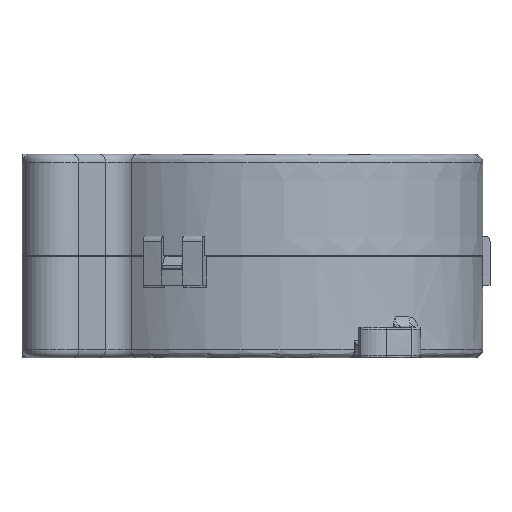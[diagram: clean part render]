
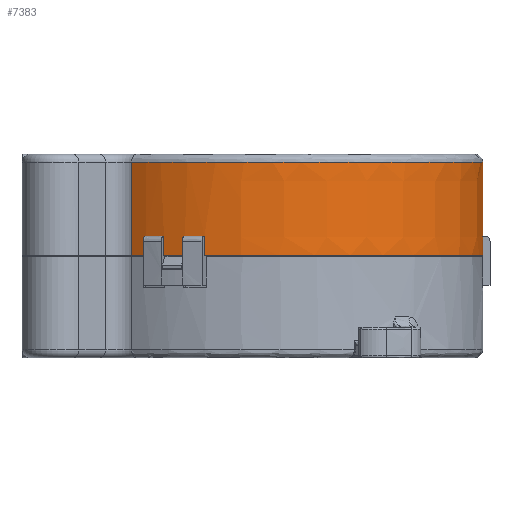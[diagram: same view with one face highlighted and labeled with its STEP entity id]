
A CAD part, front view. The second image highlights one B-rep face of the part: STEP entity #7383.
In plain terms, the highlighted face is a extrusion surface.
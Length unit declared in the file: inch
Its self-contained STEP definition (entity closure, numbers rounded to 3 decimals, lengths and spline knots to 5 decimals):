
#904=CARTESIAN_POINT('',(-10.69247,-15.70382,-9.9));
#905=CARTESIAN_POINT('',(-10.25018,-16.00831,-9.9));
#906=CARTESIAN_POINT('',(-9.79512,-16.29636,-9.9));
#907=CARTESIAN_POINT('',(-9.329,-16.56742,-9.9));
#1012=CARTESIAN_POINT('',(-9.329,-16.56742,-8.));
#1013=CARTESIAN_POINT('',(-8.74873,-16.90486,-8.));
#1014=CARTESIAN_POINT('',(-8.15129,-17.21595,-8.));
#1015=CARTESIAN_POINT('',(-7.53994,-17.49964,-8.));
#1021=DIRECTION('',(0.,0.,-1.));
#1022=VECTOR('',#1021,1.9);
#1023=CARTESIAN_POINT('',(-9.329,-16.56742,-8.));
#1024=LINE('',#1023,#1022);
#1025=DIRECTION('',(0.,0.,1.));
#1026=VECTOR('',#1025,9.1);
#1027=CARTESIAN_POINT('',(-10.69247,-15.70382,-9.9));
#1028=LINE('',#1027,#1026);
#1029=DIRECTION('',(0.,0.,-1.));
#1030=VECTOR('',#1029,7.2);
#1031=CARTESIAN_POINT('',(23.6,0.,-0.8));
#1032=LINE('',#1031,#1030);
#1033=DIRECTION('',(0.,0.,-1.));
#1034=VECTOR('',#1033,1.9);
#1035=CARTESIAN_POINT('',(23.58931,-0.6,-8.));
#1036=LINE('',#1035,#1034);
#1037=DIRECTION('',(0.,0.,1.));
#1038=VECTOR('',#1037,1.9);
#1039=CARTESIAN_POINT('',(-3.58104,-18.90263,-9.9));
#1040=LINE('',#1039,#1038);
#1041=DIRECTION('',(0.,0.,-1.));
#1042=VECTOR('',#1041,1.9);
#1043=CARTESIAN_POINT('',(-5.49978,-18.32671,-8.));
#1044=LINE('',#1043,#1042);
#1045=DIRECTION('',(0.,0.,1.));
#1046=VECTOR('',#1045,1.9);
#1047=CARTESIAN_POINT('',(-7.53994,-17.49964,-9.9));
#1048=LINE('',#1047,#1046);
#1672=CARTESIAN_POINT('',(-3.58104,-18.90263,-9.9));
#1673=CARTESIAN_POINT('',(-2.40419,-19.19948,-9.9));
#1674=CARTESIAN_POINT('',(4.13794,-20.29638,-9.9));
#1675=CARTESIAN_POINT('',(16.60323,-16.68694,-9.9));
#1676=CARTESIAN_POINT('',(23.37251,-6.67324,-9.9));
#1677=CARTESIAN_POINT('',(23.58931,-0.6,-9.9));
#1835=CARTESIAN_POINT('',(-7.53994,-17.49964,-9.9));
#1836=CARTESIAN_POINT('',(-6.87495,-17.80822,-9.9));
#1837=CARTESIAN_POINT('',(-6.19351,-18.08437,-9.9));
#1838=CARTESIAN_POINT('',(-5.49978,-18.32671,-9.9));
#1849=CARTESIAN_POINT('',(-5.49978,-18.32671,-8.));
#1850=CARTESIAN_POINT('',(-4.86929,-18.54696,-8.));
#1851=CARTESIAN_POINT('',(-4.22867,-18.73928,-8.));
#1852=CARTESIAN_POINT('',(-3.58104,-18.90263,-8.));
#1873=CARTESIAN_POINT('',(23.58931,-0.6,-8.));
#1874=CARTESIAN_POINT('',(23.59641,-0.40097,-8.));
#1875=CARTESIAN_POINT('',(23.6,-0.20096,-8.));
#1876=CARTESIAN_POINT('',(23.6,0.,-8.));
#2031=CARTESIAN_POINT('',(23.6,0.,-0.8));
#2032=CARTESIAN_POINT('',(23.59997,-0.74433,-0.8));
#2033=CARTESIAN_POINT('',(23.49775,-2.2837,-0.8));
#2034=CARTESIAN_POINT('',(23.01413,-4.60687,-0.8));
#2035=CARTESIAN_POINT('',(22.16187,-6.95402,-0.8));
#2036=CARTESIAN_POINT('',(20.9293,-9.26319,-0.8));
#2037=CARTESIAN_POINT('',(19.31037,-11.48843,-0.8));
#2038=CARTESIAN_POINT('',(17.31489,-13.57193,-0.8));
#2039=CARTESIAN_POINT('',(14.97899,-15.44265,-0.8));
#2040=CARTESIAN_POINT('',(12.36322,-17.02708,-0.8));
#2041=CARTESIAN_POINT('',(9.54747,-18.26204,-0.8));
#2042=CARTESIAN_POINT('',(6.61617,-19.11119,-0.8));
#2043=CARTESIAN_POINT('',(3.63979,-19.56138,-0.8));
#2044=CARTESIAN_POINT('',(0.66271,-19.61222,-0.8));
#2045=CARTESIAN_POINT('',(-2.2858,-19.256,-0.8));
#2046=CARTESIAN_POINT('',(-5.16005,-18.51086,-0.8));
#2047=CARTESIAN_POINT('',(-7.88904,-17.40545,-0.8));
#2048=CARTESIAN_POINT('',(-9.69378,-16.3797,-0.8));
#2049=CARTESIAN_POINT('',(-10.59122,-15.77353,-0.8));
#2050=CARTESIAN_POINT('',(-10.69247,-15.70382,-0.8));
#5085=CARTESIAN_POINT('',(23.58931,-0.6,-9.9));
#5087=VERTEX_POINT('',#5085);
#5089=CARTESIAN_POINT('',(-3.58104,-18.90263,-9.9));
#5090=VERTEX_POINT('',#5089);
#5099=CARTESIAN_POINT('',(-5.49978,-18.32671,-9.9));
#5101=VERTEX_POINT('',#5099);
#5104=CARTESIAN_POINT('',(-7.53994,-17.49964,-9.9));
#5105=VERTEX_POINT('',#5104);
#5106=CARTESIAN_POINT('',(-9.329,-16.56742,-9.9));
#5108=VERTEX_POINT('',#5106);
#5131=CARTESIAN_POINT('',(-10.69247,-15.70382,-9.9));
#5132=VERTEX_POINT('',#5131);
#5206=CARTESIAN_POINT('',(-5.49978,-18.32671,-8.));
#5207=VERTEX_POINT('',#5206);
#5208=VERTEX_POINT('',#1852);
#5211=CARTESIAN_POINT('',(-9.329,-16.56742,-8.));
#5212=VERTEX_POINT('',#5211);
#5213=VERTEX_POINT('',#1015);
#5228=CARTESIAN_POINT('',(23.58931,-0.6,-8.));
#5229=VERTEX_POINT('',#5228);
#5230=VERTEX_POINT('',#1876);
#5253=CARTESIAN_POINT('',(-10.69247,-15.70382,-0.8));
#5254=VERTEX_POINT('',#5253);
#5255=VERTEX_POINT('',#2031);
#7345=CARTESIAN_POINT('',(-11.06554,-15.4409,0.));
#7346=CARTESIAN_POINT('',(-10.94223,-15.52985,0.));
#7347=CARTESIAN_POINT('',(-7.71813,-17.80198,0.));
#7348=CARTESIAN_POINT('',(1.49634,-21.06128,0.));
#7349=CARTESIAN_POINT('',(16.79319,-16.63194,0.));
#7350=CARTESIAN_POINT('',(23.68594,-6.20286,0.));
#7351=CARTESIAN_POINT('',(23.59793,0.30592,0.));
#7352=CARTESIAN_POINT('',(23.59375,0.45969,0.));
#7354=DIRECTION('',(0.,0.,1.));
#7355=VECTOR('',#7354,1.);
#7356=SURFACE_OF_LINEAR_EXTRUSION('',#7353,#7355);
#7357=ORIENTED_EDGE('',*,*,#7339,.F.);
#7358=ORIENTED_EDGE('',*,*,#7256,.T.);
#7359=ORIENTED_EDGE('',*,*,#7211,.F.);
#7361=ORIENTED_EDGE('',*,*,#7360,.T.);
#7363=ORIENTED_EDGE('',*,*,#7362,.F.);
#7365=ORIENTED_EDGE('',*,*,#7364,.T.);
#7367=ORIENTED_EDGE('',*,*,#7366,.F.);
#7369=ORIENTED_EDGE('',*,*,#7368,.T.);
#7371=ORIENTED_EDGE('',*,*,#7370,.F.);
#7373=ORIENTED_EDGE('',*,*,#7372,.T.);
#7375=ORIENTED_EDGE('',*,*,#7374,.F.);
#7377=ORIENTED_EDGE('',*,*,#7376,.T.);
#7379=ORIENTED_EDGE('',*,*,#7378,.F.);
#7380=ORIENTED_EDGE('',*,*,#7314,.T.);
#7381=EDGE_LOOP('',(#7357,#7358,#7359,#7361,#7363,#7365,#7367,#7369,#7371,#7373,
#7375,#7377,#7379,#7380));
#7382=FACE_OUTER_BOUND('',#7381,.F.);
#7383=ADVANCED_FACE('',(#7382),#7356,.T.);
#908=B_SPLINE_CURVE_WITH_KNOTS('',3,(#904,#905,#906,#907),.UNSPECIFIED.,.F.,.F.,
(4,4),(0.,1.),.UNSPECIFIED.);
#1016=B_SPLINE_CURVE_WITH_KNOTS('',3,(#1012,#1013,#1014,#1015),.UNSPECIFIED.,
.F.,.F.,(4,4),(0.,1.),.UNSPECIFIED.);
#1678=B_SPLINE_CURVE_WITH_KNOTS('',3,(#1672,#1673,#1674,#1675,#1676,#1677),
.UNSPECIFIED.,.F.,.F.,(4,1,1,4),(0.,0.09813,0.53499,1.),
.UNSPECIFIED.);
#1839=B_SPLINE_CURVE_WITH_KNOTS('',3,(#1835,#1836,#1837,#1838),.UNSPECIFIED.,
.F.,.F.,(4,4),(0.,1.),.UNSPECIFIED.);
#1853=B_SPLINE_CURVE_WITH_KNOTS('',3,(#1849,#1850,#1851,#1852),.UNSPECIFIED.,
.F.,.F.,(4,4),(0.,1.),.UNSPECIFIED.);
#1877=B_SPLINE_CURVE_WITH_KNOTS('',3,(#1873,#1874,#1875,#1876),.UNSPECIFIED.,
.F.,.F.,(4,4),(0.,1.),.UNSPECIFIED.);
#2051=B_SPLINE_CURVE_WITH_KNOTS('',3,(#2031,#2032,#2033,#2034,#2035,#2036,#2037,
#2038,#2039,#2040,#2041,#2042,#2043,#2044,#2045,#2046,#2047,#2048,#2049,#2050),
.UNSPECIFIED.,.F.,.F.,(4,1,1,1,1,1,1,1,1,1,1,1,1,1,1,1,1,4),(0.,
0.04864,0.10045,0.15456,0.21146,
0.27148,0.33479,0.40081,0.46821,
0.5359,0.60302,0.66885,0.73372,
0.79848,0.86375,0.92883,0.99192,1.),
.UNSPECIFIED.);
#7211=EDGE_CURVE('',#5132,#5108,#908,.T.);
#7256=EDGE_CURVE('',#5212,#5108,#1024,.T.);
#7314=EDGE_CURVE('',#5105,#5213,#1048,.T.);
#7339=EDGE_CURVE('',#5212,#5213,#1016,.T.);
#7353=B_SPLINE_CURVE_WITH_KNOTS('',3,(#7345,#7346,#7347,#7348,#7349,#7350,#7351,
#7352),.UNSPECIFIED.,.F.,.F.,(4,1,1,1,1,4),(0.,0.00994,
0.25774,0.6069,0.99075,1.),.UNSPECIFIED.);
#7360=EDGE_CURVE('',#5132,#5254,#1028,.T.);
#7362=EDGE_CURVE('',#5255,#5254,#2051,.T.);
#7364=EDGE_CURVE('',#5255,#5230,#1032,.T.);
#7366=EDGE_CURVE('',#5229,#5230,#1877,.T.);
#7368=EDGE_CURVE('',#5229,#5087,#1036,.T.);
#7370=EDGE_CURVE('',#5090,#5087,#1678,.T.);
#7372=EDGE_CURVE('',#5090,#5208,#1040,.T.);
#7374=EDGE_CURVE('',#5207,#5208,#1853,.T.);
#7376=EDGE_CURVE('',#5207,#5101,#1044,.T.);
#7378=EDGE_CURVE('',#5105,#5101,#1839,.T.);
